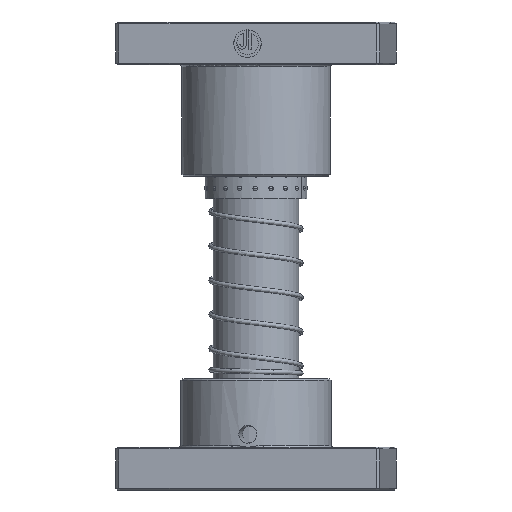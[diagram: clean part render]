
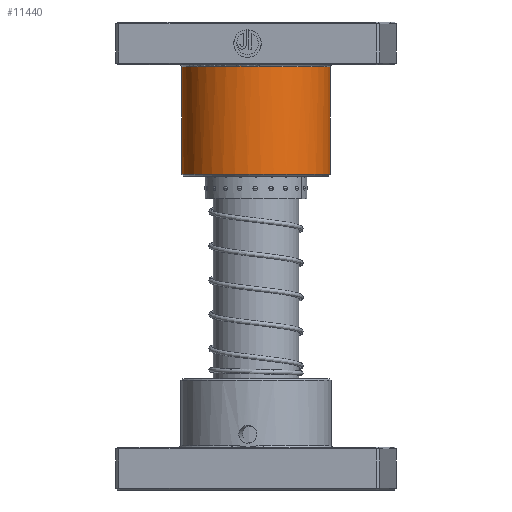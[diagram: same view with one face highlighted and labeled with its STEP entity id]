
A CAD part, front view. The second image highlights one B-rep face of the part: STEP entity #11440.
In plain terms, the highlighted cylindrical face has radius 43.5 mm (diameter 87 mm), a partial arc.
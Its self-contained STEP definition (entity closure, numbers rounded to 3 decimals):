
#1941 = CARTESIAN_POINT ( 'NONE',  ( 2.18, 43.459, 25.893 ) ) ;
#2351 = CARTESIAN_POINT ( 'NONE',  ( -43.5, 0., 89. ) ) ;
#4401 = EDGE_LOOP ( 'NONE', ( #56229, #21134, #57515, #37445, #20156, #58553 ) ) ;
#6753 = AXIS2_PLACEMENT_3D ( 'NONE', #47694, #17593, #52762 ) ;
#6781 = CARTESIAN_POINT ( 'NONE',  ( 5.424, 43.174, 26. ) ) ;
#6997 = CARTESIAN_POINT ( 'NONE',  ( -1.074, 43.5, 25.866 ) ) ;
#7600 = DIRECTION ( 'NONE',  ( 0., 0., -1. ) ) ;
#9717 = CARTESIAN_POINT ( 'NONE',  ( 0., 0., 26. ) ) ;
#9875 = EDGE_CURVE ( 'NONE', #16171, #34619, #11139, .T. ) ;
#11139 = CIRCLE ( 'NONE', #6753, 43.5 ) ;
#11355 = VERTEX_POINT ( 'NONE', #17565 ) ;
#11440 = ADVANCED_FACE ( 'NONE', ( #50136 ), #23488, .T. ) ;
#12046 = CARTESIAN_POINT ( 'NONE',  ( -4.338, 43.297, 25.961 ) ) ;
#13378 = CARTESIAN_POINT ( 'NONE',  ( 0., 0., 90. ) ) ;
#14568 = AXIS2_PLACEMENT_3D ( 'NONE', #51741, #21644, #56799 ) ;
#14743 = DIRECTION ( 'NONE',  ( 1., 0., 0. ) ) ;
#16171 = VERTEX_POINT ( 'NONE', #2351 ) ;
#17110 = CARTESIAN_POINT ( 'NONE',  ( -6.503, 43.011, 26. ) ) ;
#17565 = CARTESIAN_POINT ( 'NONE',  ( 6.503, 43.011, 26. ) ) ;
#17593 = DIRECTION ( 'NONE',  ( 0., 0., -1. ) ) ;
#18320 = VERTEX_POINT ( 'NONE', #58185 ) ;
#18444 = EDGE_CURVE ( 'NONE', #16171, #32495, #44098, .T. ) ;
#20156 = ORIENTED_EDGE ( 'NONE', *, *, #64256, .T. ) ;
#21134 = ORIENTED_EDGE ( 'NONE', *, *, #37642, .T. ) ;
#21644 = DIRECTION ( 'NONE',  ( 0., 0., 1. ) ) ;
#23488 = CYLINDRICAL_SURFACE ( 'NONE', #51888, 43.5 ) ;
#28096 = DIRECTION ( 'NONE',  ( -1., 0., 0. ) ) ;
#29547 = DIRECTION ( 'NONE',  ( 0., 0., -1. ) ) ;
#30725 = VECTOR ( 'NONE', #29547, 1000. ) ;
#30971 = CIRCLE ( 'NONE', #14568, 43.5 ) ;
#32040 = CARTESIAN_POINT ( 'NONE',  ( 4.343, 43.296, 25.961 ) ) ;
#32495 = VERTEX_POINT ( 'NONE', #49697 ) ;
#34619 = VERTEX_POINT ( 'NONE', #46781 ) ;
#36656 = CARTESIAN_POINT ( 'NONE',  ( 6.503, 43.011, 26. ) ) ;
#37095 = CARTESIAN_POINT ( 'NONE',  ( 1.096, 43.5, 25.866 ) ) ;
#37445 = ORIENTED_EDGE ( 'NONE', *, *, #46924, .T. ) ;
#37642 = EDGE_CURVE ( 'NONE', #34619, #42753, #47251, .T. ) ;
#42155 = CARTESIAN_POINT ( 'NONE',  ( -2.161, 43.46, 25.893 ) ) ;
#42337 = CIRCLE ( 'NONE', #48644, 43.5 ) ;
#42750 = CARTESIAN_POINT ( 'NONE',  ( 43.5, 0., 90. ) ) ;
#42753 = VERTEX_POINT ( 'NONE', #54766 ) ;
#44098 = LINE ( 'NONE', #59651, #30725 ) ;
#44833 = DIRECTION ( 'NONE',  ( 0., 0., 1. ) ) ;
#46781 = CARTESIAN_POINT ( 'NONE',  ( 43.5, 0., 89. ) ) ;
#46924 = EDGE_CURVE ( 'NONE', #11355, #18320, #62952, .T. ) ;
#47181 = CARTESIAN_POINT ( 'NONE',  ( -5.423, 43.174, 26. ) ) ;
#47251 = LINE ( 'NONE', #42750, #59068 ) ;
#47694 = CARTESIAN_POINT ( 'NONE',  ( 0., 0., 89. ) ) ;
#48535 = DIRECTION ( 'NONE',  ( 0., 0., -1. ) ) ;
#48644 = AXIS2_PLACEMENT_3D ( 'NONE', #9717, #44833, #14743 ) ;
#49697 = CARTESIAN_POINT ( 'NONE',  ( -43.5, 0., 26. ) ) ;
#50136 = FACE_OUTER_BOUND ( 'NONE', #4401, .T. ) ;
#51741 = CARTESIAN_POINT ( 'NONE',  ( 0., 0., 26. ) ) ;
#51888 = AXIS2_PLACEMENT_3D ( 'NONE', #13378, #48535, #28096 ) ;
#52762 = DIRECTION ( 'NONE',  ( 1., 0., 0. ) ) ;
#54766 = CARTESIAN_POINT ( 'NONE',  ( 43.5, 0., 26. ) ) ;
#56229 = ORIENTED_EDGE ( 'NONE', *, *, #9875, .T. ) ;
#56799 = DIRECTION ( 'NONE',  ( 1., 0., 0. ) ) ;
#57515 = ORIENTED_EDGE ( 'NONE', *, *, #62155, .T. ) ;
#58185 = CARTESIAN_POINT ( 'NONE',  ( -6.503, 43.011, 26. ) ) ;
#58553 = ORIENTED_EDGE ( 'NONE', *, *, #18444, .F. ) ;
#59068 = VECTOR ( 'NONE', #7600, 1000. ) ;
#59651 = CARTESIAN_POINT ( 'NONE',  ( -43.5, 0., 90. ) ) ;
#62155 = EDGE_CURVE ( 'NONE', #42753, #11355, #42337, .T. ) ;
#62952 = B_SPLINE_CURVE_WITH_KNOTS ( 'NONE', 3,
 ( #36656, #6781, #32040, #1941, #37095, #6997, #42155, #12046, #47181, #17110 ),
 .UNSPECIFIED., .F., .F.,
 ( 4, 2, 2, 2, 4 ),
 ( 0., 0.003, 0.007, 0.01, 0.013 ),
 .UNSPECIFIED. ) ;
#64256 = EDGE_CURVE ( 'NONE', #18320, #32495, #30971, .T. ) ;
